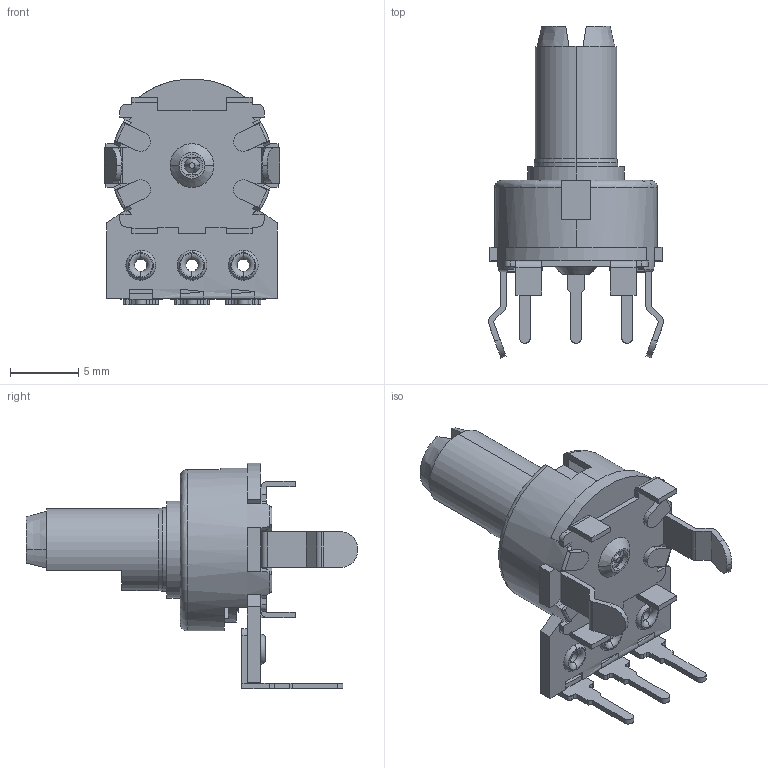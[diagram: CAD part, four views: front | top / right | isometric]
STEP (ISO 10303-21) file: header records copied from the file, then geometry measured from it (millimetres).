
FILE_DESCRIPTION (( 'STEP AP214' ), '1' );
FILE_NAME ('P120PK-Y25BR10K.STEP', '2023-10-01T11:14:38', ( 'USER' ), ( '' ), 'SwSTEP 2.0', 'SolidWorks 2016', '' );
FILE_SCHEMA (( 'AUTOMOTIVE_DESIGN' ));
Length unit declared in the file: millimetre
Products named in the file (1): P120PK-Y25BR10K
Bounding box: 12.85 x 24.3 x 16.53 mm (x, y, z)
Surface area: 1729.6 mm2 (no closed solid volume)
Topology: 0 solids, 1 shells, 704 faces, 2067 edges, 1344 vertices
Faces by surface type: plane 404, cylinder 248, torus 25, bspline 17, cone 10
Entity records: 24711 total; most frequent: CARTESIAN_POINT 6063, ORIENTED_EDGE 4102, DIRECTION 3696, EDGE_CURVE 2067, VERTEX_POINT 1344, LINE 1276, VECTOR 1276, AXIS2_PLACEMENT_3D 1210
